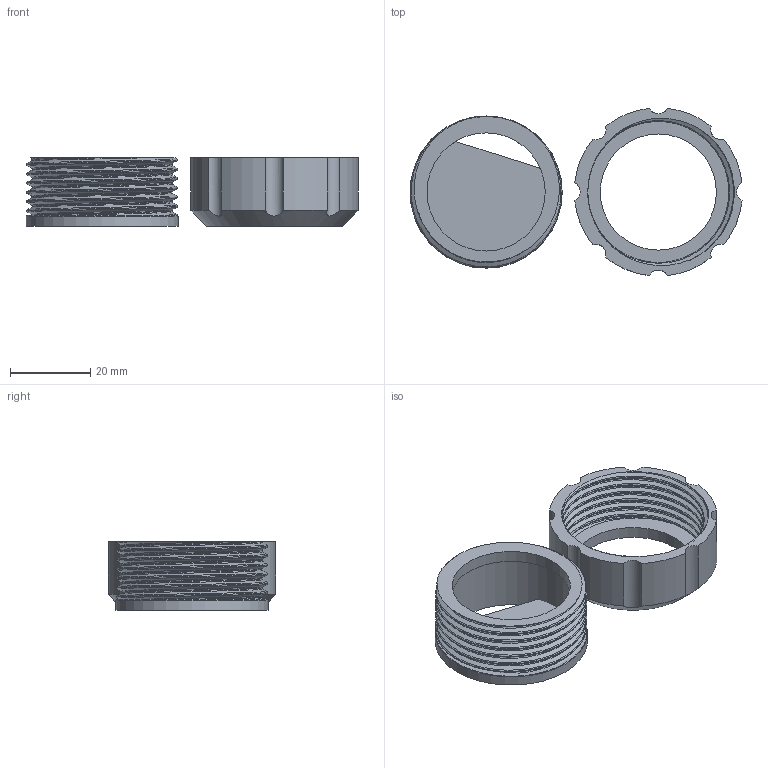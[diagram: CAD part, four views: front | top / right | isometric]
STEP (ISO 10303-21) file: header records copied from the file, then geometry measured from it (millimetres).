
FILE_DESCRIPTION(/* description */ (''),/* implementation_level */ '2;1');
FILE_NAME(/* name */ 'Engine Retainer 29mm_.step',/* time_stamp */ '2023-09-15T17:25:39+02:00',/* author */ (''),/* organization */ (''),/* preprocessor_version */ 'ST-DEVELOPER v20',/* originating_system */ 'Autodesk Translation Framework v12.9.0.99',/* authorisation */ '');
FILE_SCHEMA (('AUTOMOTIVE_DESIGN { 1 0 10303 214 3 1 1 }'));
Length unit declared in the file: millimetre
Products named in the file (2): Engine Retainer 29mm; retaner
Assembly tree (1 placements, depth 2):
  Engine Retainer 29mm
    retaner
Bounding box: 82.88 x 41.77 x 17 mm (x, y, z)
Volume: 10146.6 mm3; surface area: 11908.5 mm2
Topology: 2 solids, 2 shells, 56 faces, 147 edges, 97 vertices
Faces by surface type: cylinder 35, bspline 12, plane 7, cone 2
Full cylindrical faces by diameter (mm): 29 x1, 29.5 x1, 31.5 x1, 34.939 x6, 37.897 x5, 38 x1
Entity records: 8774 total; most frequent: CARTESIAN_POINT 7468, ORIENTED_EDGE 294, DIRECTION 209, EDGE_CURVE 147, VERTEX_POINT 97, AXIS2_PLACEMENT_3D 87, B_SPLINE_CURVE_WITH_KNOTS 72, EDGE_LOOP 62
